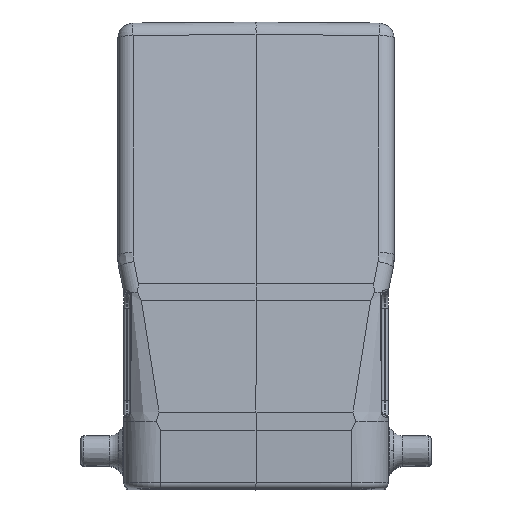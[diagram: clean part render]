
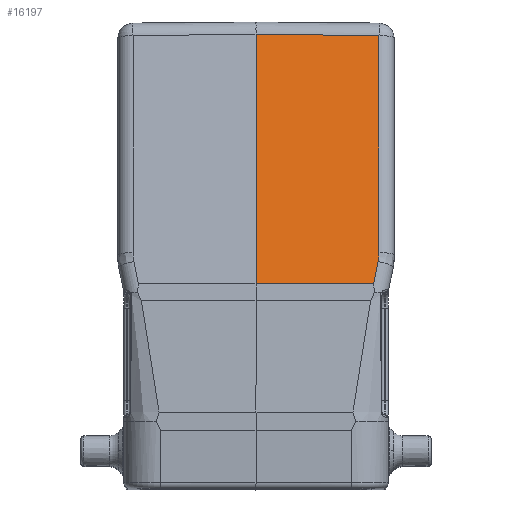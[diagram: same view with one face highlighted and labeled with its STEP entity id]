
A CAD part, top view. The second image highlights one B-rep face of the part: STEP entity #16197.
In plain terms, the highlighted planar face has unit normal (0.009, 0.19, 0.982).
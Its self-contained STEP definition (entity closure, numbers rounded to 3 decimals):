
#2927=DIRECTION('',(1.,-0.009,-0.007));
#2928=VECTOR('',#2927,20.023);
#2929=CARTESIAN_POINT('',(0.,19.39,49.891));
#2930=LINE('',#2929,#2928);
#2931=CARTESIAN_POINT('',(20.022,-16.12,56.573));
#2932=CARTESIAN_POINT('',(20.022,-16.614,56.669));
#2933=CARTESIAN_POINT('',(19.973,-17.107,56.764));
#2934=CARTESIAN_POINT('',(19.876,-17.591,56.859));
#2936=DIRECTION('',(-0.193,-0.963,0.188));
#2937=VECTOR('',#2936,3.79);
#2938=CARTESIAN_POINT('',(19.876,-17.591,56.859));
#2939=LINE('',#2938,#2937);
#2940=DIRECTION('',(-1.,0.,0.009));
#2941=VECTOR('',#2940,19.147);
#2942=CARTESIAN_POINT('',(19.146,-21.241,57.57));
#2943=LINE('',#2942,#2941);
#2961=DIRECTION('',(0.,-0.982,0.19));
#2962=VECTOR('',#2961,41.382);
#2963=CARTESIAN_POINT('',(0.,19.39,49.891));
#2964=LINE('',#2963,#2962);
#3622=DIRECTION('',(0.,0.982,-0.19));
#3623=VECTOR('',#3622,35.988);
#3624=CARTESIAN_POINT('',(20.022,-16.12,56.573));
#3625=LINE('',#3624,#3623);
#10183=CARTESIAN_POINT('',(19.876,-17.591,
56.859));
#10184=CARTESIAN_POINT('',(19.146,-21.241,
57.57));
#10185=VERTEX_POINT('',#10183);
#10186=VERTEX_POINT('',#10184);
#10188=CARTESIAN_POINT('',(0.,19.39,
49.891));
#10189=CARTESIAN_POINT('',(0.,-21.241,
57.74));
#10190=VERTEX_POINT('',#10188);
#10191=VERTEX_POINT('',#10189);
#10192=CARTESIAN_POINT('',(20.022,19.215,49.747));
#10193=VERTEX_POINT('',#10192);
#10194=CARTESIAN_POINT('',(20.022,-16.12,
56.573));
#10195=VERTEX_POINT('',#10194);
#16179=CARTESIAN_POINT('',(0.,-22.585,58.));
#16180=DIRECTION('',(0.009,0.19,0.982));
#16181=DIRECTION('',(0.,-0.982,0.19));
#16182=AXIS2_PLACEMENT_3D('',#16179,#16180,#16181);
#16183=PLANE('',#16182);
#16185=ORIENTED_EDGE('',*,*,#16184,.F.);
#16187=ORIENTED_EDGE('',*,*,#16186,.T.);
#16189=ORIENTED_EDGE('',*,*,#16188,.F.);
#16191=ORIENTED_EDGE('',*,*,#16190,.T.);
#16192=ORIENTED_EDGE('',*,*,#16164,.T.);
#16194=ORIENTED_EDGE('',*,*,#16193,.T.);
#16195=EDGE_LOOP('',(#16185,#16187,#16189,#16191,#16192,#16194));
#16196=FACE_OUTER_BOUND('',#16195,.F.);
#2935=B_SPLINE_CURVE_WITH_KNOTS('',3,(#2931,#2932,#2933,#2934),.UNSPECIFIED.,
.F.,.F.,(4,4),(0.,1.),.UNSPECIFIED.);
#16164=EDGE_CURVE('',#10185,#10186,#2939,.T.);
#16184=EDGE_CURVE('',#10190,#10191,#2964,.T.);
#16186=EDGE_CURVE('',#10190,#10193,#2930,.T.);
#16188=EDGE_CURVE('',#10195,#10193,#3625,.T.);
#16190=EDGE_CURVE('',#10195,#10185,#2935,.T.);
#16193=EDGE_CURVE('',#10186,#10191,#2943,.T.);
#16197=ADVANCED_FACE('',(#16196),#16183,.T.);
